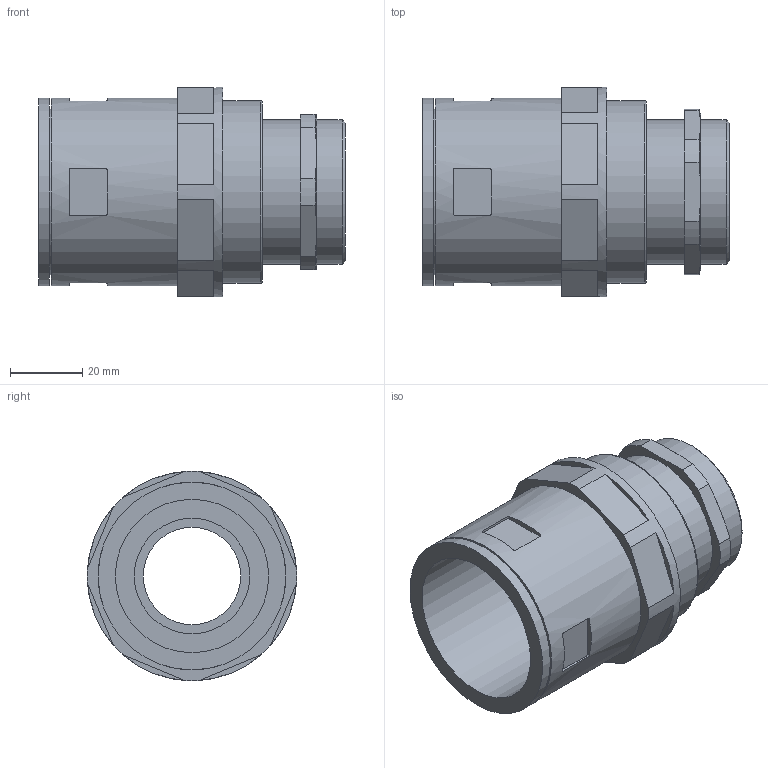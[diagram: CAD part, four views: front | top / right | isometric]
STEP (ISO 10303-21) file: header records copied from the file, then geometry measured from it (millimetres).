
FILE_DESCRIPTION( ( 'STEP AP203' ), '1' );
FILE_NAME( 'FLEXA RQGKZE-M 5111.042.240.stp', '2020-03-25T07:52:46', ( 'License CC BY-ND 4.0' ), ( 'CADENAS' ), ' ', 'PARTsolutions', ' ' );
FILE_SCHEMA( ( 'CONFIG_CONTROL_DESIGN' ) );
Length unit declared in the file: millimetre
Products named in the file (3): FLEXA RQGKZE-M 5111.042.240; _FLEXA RQGK2-M 5108.042.240; _FLEXA RQGKZE-M-Zwischenstutzen 5111.042.240
Assembly tree (2 placements, depth 2):
  FLEXA RQGKZE-M 5111.042.240
    _FLEXA RQGK2-M 5108.042.240
    _FLEXA RQGKZE-M-Zwischenstutzen 5111.042.240
Bounding box: 85 x 58 x 58 mm (x, y, z)
Volume: 66546.7 mm3; surface area: 30469.1 mm2
Topology: 2 solids, 2 shells, 104 faces, 250 edges, 163 vertices
Faces by surface type: plane 56, cylinder 36, cone 11, torus 1
Full cylindrical faces by diameter (mm): 27 x1, 32 x1, 35 x1, 38.16 x1, 40 x2, 42.5 x1, 44.13 x1, 44.53 x1, 46 x1, 50.48 x1, 52 x2, 58 x1
Entity records: 3062 total; most frequent: CARTESIAN_POINT 605, DIRECTION 500, ORIENTED_EDGE 448, EDGE_CURVE 224, AXIS2_PLACEMENT_3D 197, VERTEX_POINT 158, EDGE_LOOP 142, FACE_OUTER_BOUND 119
